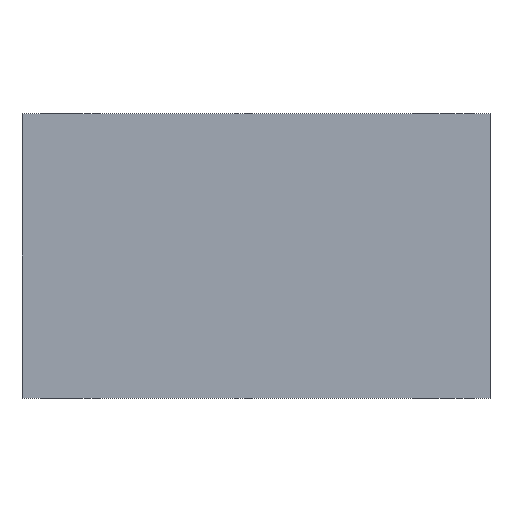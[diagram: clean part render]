
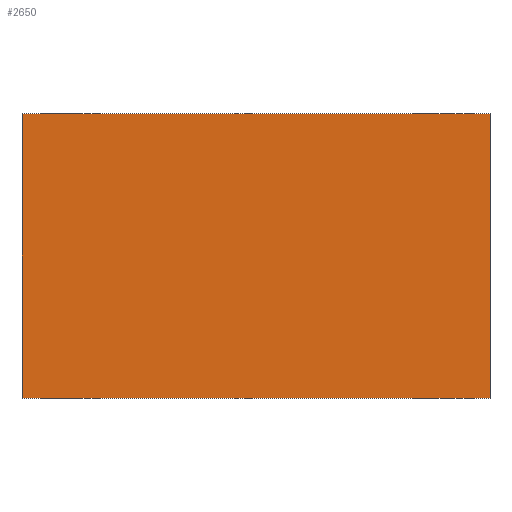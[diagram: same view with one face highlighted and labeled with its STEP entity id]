
A CAD part, front view. The second image highlights one B-rep face of the part: STEP entity #2650.
In plain terms, the highlighted planar face has unit normal (0, -1, 0).
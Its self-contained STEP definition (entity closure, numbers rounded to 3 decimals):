
#197=LINE('',#3983,#388);
#213=LINE('',#4034,#404);
#216=LINE('',#4325,#407);
#218=LINE('',#4332,#409);
#388=VECTOR('',#3179,1000.);
#404=VECTOR('',#3217,1000.);
#407=VECTOR('',#3266,1000.);
#409=VECTOR('',#3274,1000.);
#698=ORIENTED_EDGE('',*,*,#1438,.T.);
#699=ORIENTED_EDGE('',*,*,#1344,.F.);
#700=ORIENTED_EDGE('',*,*,#1434,.F.);
#701=ORIENTED_EDGE('',*,*,#1369,.T.);
#1344=EDGE_CURVE('',#1715,#1716,#197,.T.);
#1369=EDGE_CURVE('',#1740,#1739,#213,.T.);
#1434=EDGE_CURVE('',#1740,#1715,#216,.T.);
#1438=EDGE_CURVE('',#1739,#1716,#218,.T.);
#1715=VERTEX_POINT('',#3982);
#1716=VERTEX_POINT('',#3984);
#1739=VERTEX_POINT('',#4033);
#1740=VERTEX_POINT('',#4035);
#2097=EDGE_LOOP('',(#698,#699,#700,#701));
#2334=FACE_BOUND('',#2097,.T.);
#2547=PLANE('',#2875);
#2650=ADVANCED_FACE('',(#2334),#2547,.F.);
#2875=AXIS2_PLACEMENT_3D('',#4333,#3275,#3276);
#3179=DIRECTION('',(0.,0.,-1.));
#3217=DIRECTION('',(0.,0.,-1.));
#3266=DIRECTION('',(1.,0.,0.));
#3274=DIRECTION('',(1.,0.,0.));
#3275=DIRECTION('',(0.,1.,0.));
#3276=DIRECTION('',(0.,0.,1.));
#3982=CARTESIAN_POINT('',(25.,0.,15.2));
#3983=CARTESIAN_POINT('',(25.,0.,15.2));
#3984=CARTESIAN_POINT('',(25.,0.,-15.2));
#4033=CARTESIAN_POINT('',(-25.,0.,-15.2));
#4034=CARTESIAN_POINT('',(-25.,0.,15.2));
#4035=CARTESIAN_POINT('',(-25.,0.,15.2));
#4325=CARTESIAN_POINT('',(-25.,0.,15.2));
#4332=CARTESIAN_POINT('',(-25.,0.,-15.2));
#4333=CARTESIAN_POINT('',(-25.,0.,15.2));
